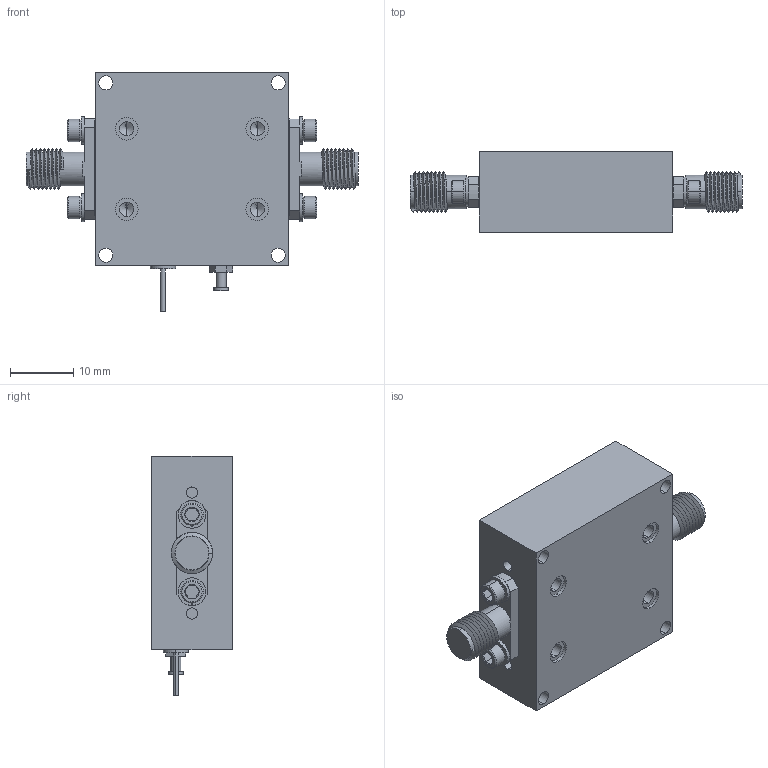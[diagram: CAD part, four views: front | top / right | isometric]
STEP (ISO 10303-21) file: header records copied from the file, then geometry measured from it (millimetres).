
FILE_DESCRIPTION (( 'STEP AP203' ), '1' );
FILE_NAME ('SBP-3534733520-2F2F-S1.STEP', '2018-04-23T18:05:36', ( '' ), ( '' ), 'SwSTEP 2.0', 'SolidWorks 2016', '' );
FILE_SCHEMA (( 'CONFIG_CONTROL_DESIGN' ));
Length unit declared in the file: inch
Products named in the file (1): SBP-3534733520-2F2F-S1
Bounding box: 52.32 x 12.7 x 37.72 mm (x, y, z)
Volume: 13416.1 mm3; surface area: 7258.5 mm2
Topology: 3 solids, 3 shells, 1256 faces, 3384 edges, 2220 vertices
Faces by surface type: plane 559, bspline 533, cylinder 112, cone 52
Entity records: 66177 total; most frequent: CARTESIAN_POINT 38358, ORIENTED_EDGE 6752, DIRECTION 3918, EDGE_CURVE 3376, VERTEX_POINT 2220, LINE 1958, VECTOR 1958, EDGE_LOOP 1374
